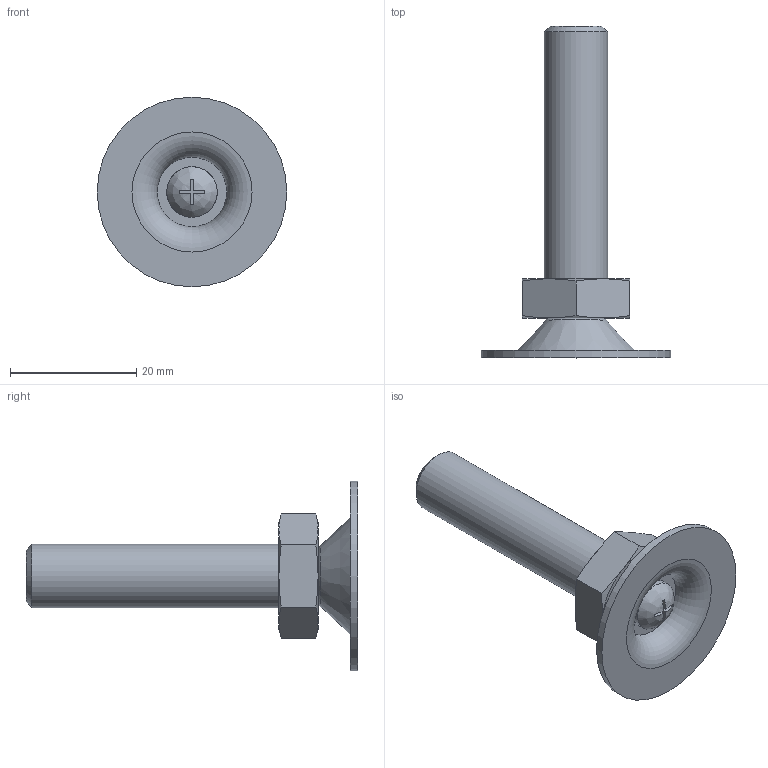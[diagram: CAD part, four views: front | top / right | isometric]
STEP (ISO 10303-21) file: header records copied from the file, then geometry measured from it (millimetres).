
FILE_DESCRIPTION( ( 'STEP AP214' ), '1' );
FILE_NAME( 'K0678.03010X040.stp', '2020-12-09T11:11:55', ( '' ), ( '' ), ' ', 'PARTsolutions', ' ' );
FILE_SCHEMA( ( 'AUTOMOTIVE_DESIGN { 1 0 10303 214 1 1 1 1 }' ) );
Length unit declared in the file: millimetre
Products named in the file (1): _K0678.03010X040
Bounding box: 30 x 52.5 x 30 mm (x, y, z)
Volume: 5897.2 mm3; surface area: 3764.8 mm2
Topology: 1 solids, 1 shells, 45 faces, 99 edges, 61 vertices
Faces by surface type: plane 25, cone 14, cylinder 3, torus 2, bspline 1
Full cylindrical faces by diameter (mm): 8 x1, 10 x1, 30 x1
Entity records: 1659 total; most frequent: CARTESIAN_POINT 387, ORIENTED_EDGE 180, DIRECTION 168, EDGE_CURVE 90, AXIS2_PLACEMENT_3D 69, VERTEX_POINT 60, EDGE_LOOP 58, FACE_OUTER_BOUND 51
